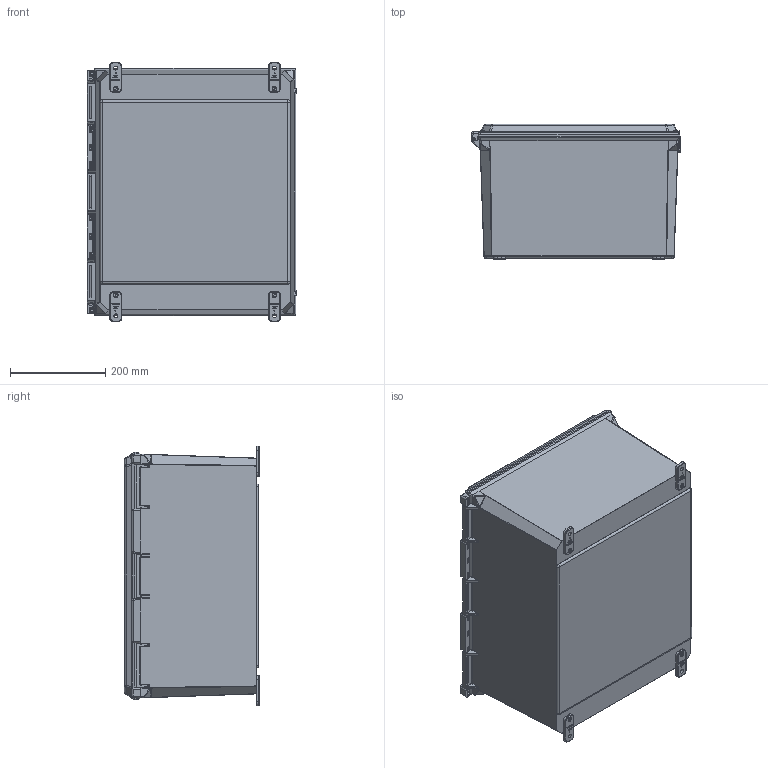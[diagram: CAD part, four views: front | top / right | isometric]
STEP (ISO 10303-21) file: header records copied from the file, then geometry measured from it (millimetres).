
FILE_DESCRIPTION (( 'STEP AP203' ), '1' );
FILE_NAME ('AMU2060.step', '2014-05-05T17:53:39', ( '' ), ( '' ), 'SwSTEP 2.0', 'SolidWorks 2014', '' );
FILE_SCHEMA (( 'CONFIG_CONTROL_DESIGN' ));
Length unit declared in the file: inch
Products named in the file (9): AMU2060; 2419001_box; 2421001_part; 70-006ORING; 55-103275316_PreviewCfg; 2428001; 55-103212; 70-60827-1; 55-1032516_PreviewCfg
Assembly tree (23 placements, depth 2):
  AMU2060
    2419001_box
    2421001_part
    70-006ORING  x4
    55-103275316_PreviewCfg  x4
    2428001  x4
    55-103212  x4
    70-60827-1
    55-1032516_PreviewCfg  x4
Bounding box: 440.81 x 284.66 x 546.07 mm (x, y, z)
Volume: 4544349.8 mm3; surface area: 2242241.5 mm2
Topology: 23 solids, 23 shells, 3805 faces, 9496 edges, 6031 vertices
Faces by surface type: plane 2037, bspline 695, cylinder 663, cone 190, torus 146, sphere 74
Entity records: 117706 total; most frequent: CARTESIAN_POINT 48869, ORIENTED_EDGE 15152, DIRECTION 12004, EDGE_CURVE 7576, VERTEX_POINT 4795, VECTOR 4736, LINE 4736, AXIS2_PLACEMENT_3D 3634
